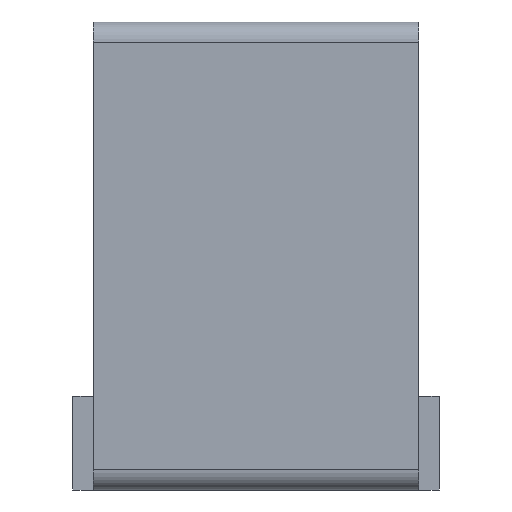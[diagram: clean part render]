
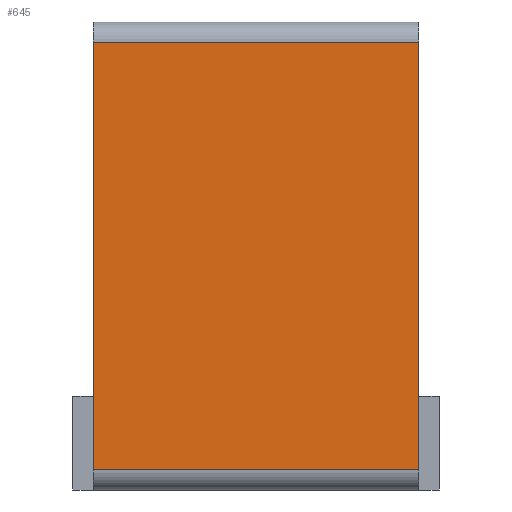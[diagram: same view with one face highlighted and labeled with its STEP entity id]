
A CAD part, front view. The second image highlights one B-rep face of the part: STEP entity #645.
In plain terms, the highlighted planar face has unit normal (0, -1, 0).
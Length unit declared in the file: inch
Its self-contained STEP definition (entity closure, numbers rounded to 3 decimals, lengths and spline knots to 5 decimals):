
#28 = DIRECTION ( 'NONE',  ( 0., -1., 0. ) ) ;
#60 = DIRECTION ( 'NONE',  ( -1., 0., 0. ) ) ;
#68 = VERTEX_POINT ( 'NONE', #776 ) ;
#86 = EDGE_CURVE ( 'NONE', #324, #192, #616, .T. ) ;
#95 = CARTESIAN_POINT ( 'NONE',  ( 0.01575, -0.0315, 0.04331 ) ) ;
#104 = PLANE ( 'NONE',  #314 ) ;
#118 = FACE_OUTER_BOUND ( 'NONE', #798, .T. ) ;
#129 = ORIENTED_EDGE ( 'NONE', *, *, #576, .T. ) ;
#136 = VERTEX_POINT ( 'NONE', #440 ) ;
#151 = ORIENTED_EDGE ( 'NONE', *, *, #892, .T. ) ;
#156 = CARTESIAN_POINT ( 'NONE',  ( 0.01575, -0.0315, 0.04331 ) ) ;
#173 = ORIENTED_EDGE ( 'NONE', *, *, #86, .T. ) ;
#174 = LINE ( 'NONE', #423, #673 ) ;
#192 = VERTEX_POINT ( 'NONE', #274 ) ;
#206 = VECTOR ( 'NONE', #698, 39.37008 ) ;
#249 = CARTESIAN_POINT ( 'NONE',  ( 0.01575, -0.0315, 0.00197 ) ) ;
#274 = CARTESIAN_POINT ( 'NONE',  ( 0.01575, -0.0315, 0.04331 ) ) ;
#314 = AXIS2_PLACEMENT_3D ( 'NONE', #95, #28, #666 ) ;
#324 = VERTEX_POINT ( 'NONE', #897 ) ;
#379 = LINE ( 'NONE', #156, #206 ) ;
#423 = CARTESIAN_POINT ( 'NONE',  ( -0.01575, -0.0315, 0.02264 ) ) ;
#440 = CARTESIAN_POINT ( 'NONE',  ( -0.01575, -0.0315, 0.00197 ) ) ;
#467 = LINE ( 'NONE', #249, #802 ) ;
#479 = VECTOR ( 'NONE', #772, 39.37008 ) ;
#576 = EDGE_CURVE ( 'NONE', #192, #68, #379, .T. ) ;
#595 = DIRECTION ( 'NONE',  ( 0., 0., -1. ) ) ;
#616 = LINE ( 'NONE', #652, #479 ) ;
#645 = ADVANCED_FACE ( 'NONE', ( #118 ), #104, .T. ) ;
#652 = CARTESIAN_POINT ( 'NONE',  ( 0.01575, -0.0315, 0.04331 ) ) ;
#666 = DIRECTION ( 'NONE',  ( -1., 0., 0. ) ) ;
#673 = VECTOR ( 'NONE', #595, 39.37008 ) ;
#698 = DIRECTION ( 'NONE',  ( -1., 0., 0. ) ) ;
#744 = EDGE_CURVE ( 'NONE', #324, #136, #467, .T. ) ;
#772 = DIRECTION ( 'NONE',  ( 0., 0., 1. ) ) ;
#776 = CARTESIAN_POINT ( 'NONE',  ( -0.01575, -0.0315, 0.04331 ) ) ;
#798 = EDGE_LOOP ( 'NONE', ( #885, #173, #129, #151 ) ) ;
#802 = VECTOR ( 'NONE', #60, 39.37008 ) ;
#885 = ORIENTED_EDGE ( 'NONE', *, *, #744, .F. ) ;
#892 = EDGE_CURVE ( 'NONE', #68, #136, #174, .T. ) ;
#897 = CARTESIAN_POINT ( 'NONE',  ( 0.01575, -0.0315, 0.00197 ) ) ;
